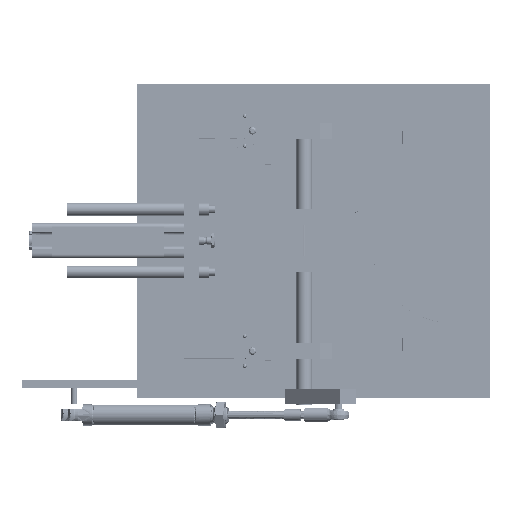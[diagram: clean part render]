
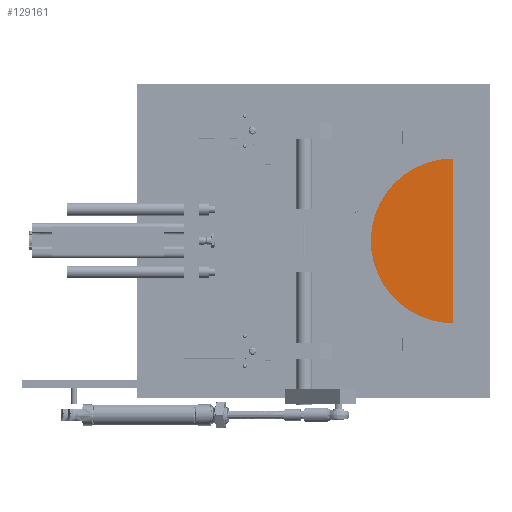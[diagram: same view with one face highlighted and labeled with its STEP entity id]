
A CAD part, top view. The second image highlights one B-rep face of the part: STEP entity #129161.
In plain terms, the highlighted free-form (B-spline) face has degree [1, 1] with [2, 2] control points.
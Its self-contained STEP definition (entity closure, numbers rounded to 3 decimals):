
#129090 = VERTEX_POINT('',#129091);
#129091 = CARTESIAN_POINT('',(351.342,-112.472,
    356.162));
#129104 = VERTEX_POINT('',#129105);
#129105 = CARTESIAN_POINT('',(351.342,112.472,
    356.162));
#129110 = EDGE_CURVE('',#129104,#129090,#129111,.T.);
#129111 = B_SPLINE_CURVE_WITH_KNOTS('',1,(#129112,#129113),
  .UNSPECIFIED.,.F.,.F.,(2,2),(-105.,105.),.PIECEWISE_BEZIER_KNOTS.);
#129112 = CARTESIAN_POINT('',(351.342,112.472,
    356.162));
#129113 = CARTESIAN_POINT('',(351.342,-112.472,
    356.162));
#129133 = EDGE_CURVE('',#129104,#129090,#129134,.T.);
#129134 = ( BOUNDED_CURVE() B_SPLINE_CURVE(2,(#129135,#129136,#129137,
#129138,#129139),.UNSPECIFIED.,.F.,.F.) B_SPLINE_CURVE_WITH_KNOTS((3,2,3
    ),(1.571,3.142,4.712),
.PIECEWISE_BEZIER_KNOTS.) CURVE() GEOMETRIC_REPRESENTATION_ITEM() 
RATIONAL_B_SPLINE_CURVE((1.,0.707,1.,0.707,1.)) 
REPRESENTATION_ITEM('') );
#129135 = CARTESIAN_POINT('',(351.342,112.472,
    356.162));
#129136 = CARTESIAN_POINT('',(238.87,112.472,
    356.162));
#129137 = CARTESIAN_POINT('',(238.87,0.,
    356.162));
#129138 = CARTESIAN_POINT('',(238.87,-112.472,
    356.162));
#129139 = CARTESIAN_POINT('',(351.342,-112.472,
    356.162));
#129161 = ADVANCED_FACE('',(#129162),#129166,.T.);
#129162 = FACE_BOUND('',#129163,.T.);
#129163 = EDGE_LOOP('',(#129164,#129165));
#129164 = ORIENTED_EDGE('',*,*,#129110,.F.);
#129165 = ORIENTED_EDGE('',*,*,#129133,.T.);
#129166 = B_SPLINE_SURFACE_WITH_KNOTS('',1,1,(
    (#129167,#129168)
    ,(#129169,#129170
    )),.UNSPECIFIED.,.F.,.F.,.F.,(2,2),(2,2),(-105.,0.),
  (-105.,105.),.PIECEWISE_BEZIER_KNOTS.);
#129167 = CARTESIAN_POINT('',(238.87,-112.472,
    356.162));
#129168 = CARTESIAN_POINT('',(238.87,112.472,
    356.162));
#129169 = CARTESIAN_POINT('',(351.342,-112.472,
    356.162));
#129170 = CARTESIAN_POINT('',(351.342,112.472,
    356.162));
